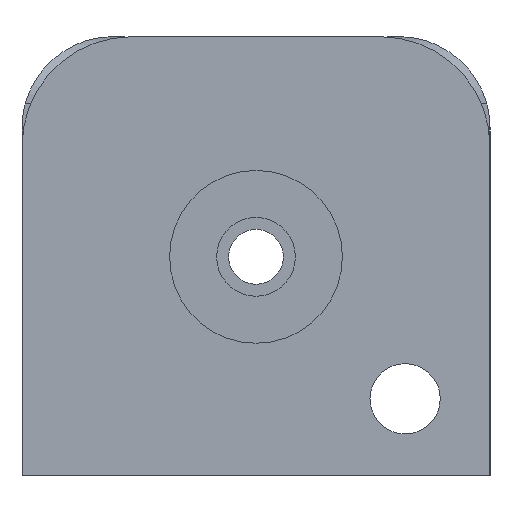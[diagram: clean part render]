
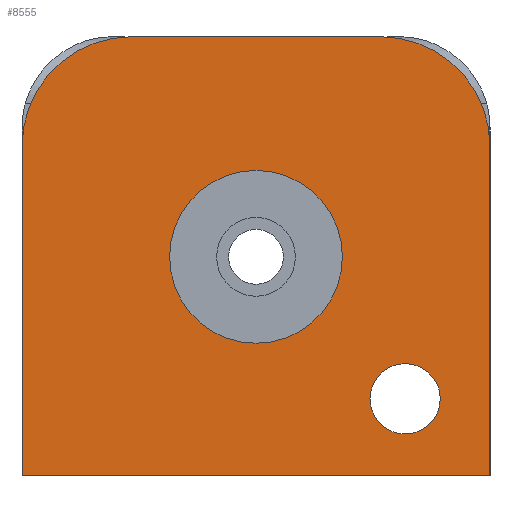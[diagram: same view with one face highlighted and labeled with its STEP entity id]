
A CAD part, left-side view. The second image highlights one B-rep face of the part: STEP entity #8555.
In plain terms, the highlighted planar face has unit normal (-1, 0, 0).
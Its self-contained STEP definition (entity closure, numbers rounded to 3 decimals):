
#191=CIRCLE('',#9001,3.874);
#192=CIRCLE('',#9002,1.575);
#193=CIRCLE('',#9003,4.907);
#194=CIRCLE('',#9004,4.907);
#825=ORIENTED_EDGE('',*,*,#2551,.T.);
#826=ORIENTED_EDGE('',*,*,#2552,.T.);
#827=ORIENTED_EDGE('',*,*,#2456,.F.);
#828=ORIENTED_EDGE('',*,*,#2553,.T.);
#829=ORIENTED_EDGE('',*,*,#2538,.T.);
#830=ORIENTED_EDGE('',*,*,#2554,.T.);
#831=ORIENTED_EDGE('',*,*,#2485,.T.);
#832=ORIENTED_EDGE('',*,*,#2555,.F.);
#2456=EDGE_CURVE('',#3332,#3333,#3900,.T.);
#2485=EDGE_CURVE('',#3357,#3356,#3921,.T.);
#2538=EDGE_CURVE('',#3385,#3386,#3954,.T.);
#2551=EDGE_CURVE('',#3395,#3395,#191,.T.);
#2552=EDGE_CURVE('',#3396,#3396,#192,.F.);
#2553=EDGE_CURVE('',#3332,#3385,#193,.T.);
#2554=EDGE_CURVE('',#3386,#3357,#194,.T.);
#2555=EDGE_CURVE('',#3333,#3356,#3963,.T.);
#3332=VERTEX_POINT('',#11095);
#3333=VERTEX_POINT('',#11097);
#3356=VERTEX_POINT('',#11150);
#3357=VERTEX_POINT('',#11152);
#3385=VERTEX_POINT('',#11266);
#3386=VERTEX_POINT('',#11267);
#3395=VERTEX_POINT('',#11292);
#3396=VERTEX_POINT('',#11294);
#3900=LINE('',#11096,#4379);
#3921=LINE('',#11151,#4400);
#3954=LINE('',#11265,#4433);
#3963=LINE('',#11297,#4442);
#4379=VECTOR('',#9460,1000.);
#4400=VECTOR('',#9501,1000.);
#4433=VECTOR('',#9592,1000.);
#4442=VECTOR('',#9623,1000.);
#4824=EDGE_LOOP('',(#825));
#4825=EDGE_LOOP('',(#826));
#4826=EDGE_LOOP('',(#827,#828,#829,#830,#831,#832));
#5265=FACE_BOUND('',#4824,.T.);
#5266=FACE_BOUND('',#4825,.T.);
#5267=FACE_BOUND('',#4826,.T.);
#5685=PLANE('',#9000);
#8555=ADVANCED_FACE('',(#5265,#5266,#5267),#5685,.T.);
#9000=AXIS2_PLACEMENT_3D('',#11290,#9613,#9614);
#9001=AXIS2_PLACEMENT_3D('',#11291,#9615,#9616);
#9002=AXIS2_PLACEMENT_3D('',#11293,#9617,#9618);
#9003=AXIS2_PLACEMENT_3D('',#11295,#9619,#9620);
#9004=AXIS2_PLACEMENT_3D('',#11296,#9621,#9622);
#9460=DIRECTION('',(0.,0.,-1.));
#9501=DIRECTION('',(0.,0.,-1.));
#9592=DIRECTION('',(0.,1.,0.));
#9613=DIRECTION('',(-1.,0.,0.));
#9614=DIRECTION('',(0.,0.,1.));
#9615=DIRECTION('',(1.,0.,0.));
#9616=DIRECTION('',(0.,0.,1.));
#9617=DIRECTION('',(-1.,0.,0.));
#9618=DIRECTION('',(0.,0.,1.));
#9619=DIRECTION('',(-1.,0.,0.));
#9620=DIRECTION('',(0.,0.,1.));
#9621=DIRECTION('',(-1.,0.,0.));
#9622=DIRECTION('',(0.,0.,1.));
#9623=DIRECTION('',(0.,1.,0.));
#11095=CARTESIAN_POINT('',(-37.948,-10.49,14.753));
#11096=CARTESIAN_POINT('',(-37.948,-10.49,19.66));
#11097=CARTESIAN_POINT('',(-37.948,-10.49,0.));
#11150=CARTESIAN_POINT('',(-37.948,10.49,0.));
#11151=CARTESIAN_POINT('',(-37.948,10.49,19.66));
#11152=CARTESIAN_POINT('',(-37.948,10.49,14.753));
#11265=CARTESIAN_POINT('',(-37.948,-10.49,19.66));
#11266=CARTESIAN_POINT('',(-37.948,-5.583,19.66));
#11267=CARTESIAN_POINT('',(-37.948,5.583,19.66));
#11290=CARTESIAN_POINT('',(-37.948,-10.49,19.66));
#11291=CARTESIAN_POINT('',(-37.948,0.,9.792));
#11292=CARTESIAN_POINT('',(-37.948,0.,13.665));
#11293=CARTESIAN_POINT('',(-37.948,-6.682,3.429));
#11294=CARTESIAN_POINT('',(-37.948,-6.682,5.004));
#11295=CARTESIAN_POINT('',(-37.948,-5.583,14.753));
#11296=CARTESIAN_POINT('',(-37.948,5.583,14.753));
#11297=CARTESIAN_POINT('',(-37.948,-10.49,0.));
